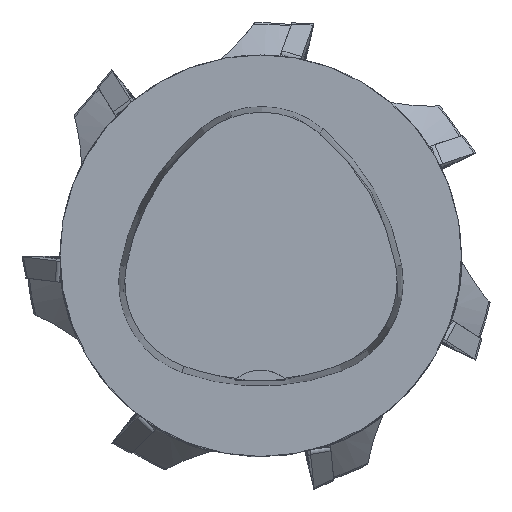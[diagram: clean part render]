
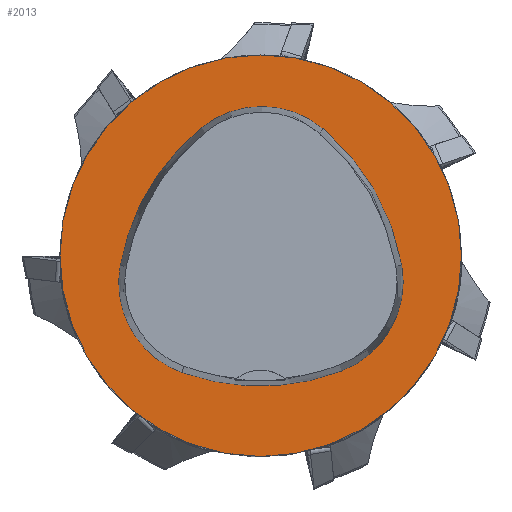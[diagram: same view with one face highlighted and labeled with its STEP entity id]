
A CAD part, top view. The second image highlights one B-rep face of the part: STEP entity #2013.
In plain terms, the highlighted planar face has unit normal (0, 0, 1).
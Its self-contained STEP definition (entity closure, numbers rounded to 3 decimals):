
#2013=ADVANCED_FACE('',(#2904,#2905),#2440,.T.);
#2440=PLANE('',#9302);
#2710=CIRCLE('',#9257,31.5);
#2719=CIRCLE('',#9280,36.);
#2721=CIRCLE('',#9283,15.);
#2723=CIRCLE('',#9286,36.);
#2725=CIRCLE('',#9289,15.);
#2729=CIRCLE('',#9294,36.);
#2731=CIRCLE('',#9297,15.);
#2904=FACE_BOUND('',#3189,.T.);
#2905=FACE_BOUND('',#3190,.T.);
#3189=EDGE_LOOP('',(#4418,#4419,#4420,#4421,#4422,#4423));
#3190=EDGE_LOOP('',(#4424));
#4418=ORIENTED_EDGE('',*,*,#7539,.T.);
#4419=ORIENTED_EDGE('',*,*,#7519,.T.);
#4420=ORIENTED_EDGE('',*,*,#7523,.T.);
#4421=ORIENTED_EDGE('',*,*,#7526,.T.);
#4422=ORIENTED_EDGE('',*,*,#7529,.T.);
#4423=ORIENTED_EDGE('',*,*,#7537,.T.);
#4424=ORIENTED_EDGE('',*,*,#7502,.F.);
#6529=VERTEX_POINT('',#14571);
#6539=VERTEX_POINT('',#14615);
#6540=VERTEX_POINT('',#14616);
#6543=VERTEX_POINT('',#14624);
#6545=VERTEX_POINT('',#14630);
#6547=VERTEX_POINT('',#14636);
#6554=VERTEX_POINT('',#14657);
#7502=EDGE_CURVE('',#6529,#6529,#2710,.T.);
#7519=EDGE_CURVE('',#6539,#6540,#2719,.T.);
#7523=EDGE_CURVE('',#6540,#6543,#2721,.T.);
#7526=EDGE_CURVE('',#6543,#6545,#2723,.T.);
#7529=EDGE_CURVE('',#6545,#6547,#2725,.T.);
#7537=EDGE_CURVE('',#6547,#6554,#2729,.T.);
#7539=EDGE_CURVE('',#6554,#6539,#2731,.T.);
#9257=AXIS2_PLACEMENT_3D('',#14570,#10477,#10478);
#9280=AXIS2_PLACEMENT_3D('',#14614,#10541,#10542);
#9283=AXIS2_PLACEMENT_3D('',#14623,#10549,#10550);
#9286=AXIS2_PLACEMENT_3D('',#14629,#10556,#10557);
#9289=AXIS2_PLACEMENT_3D('',#14635,#10563,#10564);
#9294=AXIS2_PLACEMENT_3D('',#14658,#10575,#10576);
#9297=AXIS2_PLACEMENT_3D('',#14661,#10581,#10582);
#9302=AXIS2_PLACEMENT_3D('',#14666,#10591,#10592);
#10477=DIRECTION('',(0.,0.,-1.));
#10478=DIRECTION('',(-1.,0.,0.));
#10541=DIRECTION('',(0.,0.,-1.));
#10542=DIRECTION('',(-1.,0.,0.));
#10549=DIRECTION('',(0.,0.,-1.));
#10550=DIRECTION('',(-1.,0.,0.));
#10556=DIRECTION('',(0.,0.,-1.));
#10557=DIRECTION('',(-1.,0.,0.));
#10563=DIRECTION('',(0.,0.,-1.));
#10564=DIRECTION('',(-1.,0.,0.));
#10575=DIRECTION('',(0.,0.,-1.));
#10576=DIRECTION('',(-1.,0.,0.));
#10581=DIRECTION('',(0.,0.,-1.));
#10582=DIRECTION('',(-1.,0.,0.));
#10591=DIRECTION('',(0.,0.,1.));
#10592=DIRECTION('',(1.,0.,0.));
#14570=CARTESIAN_POINT('',(0.,0.,0.));
#14571=CARTESIAN_POINT('',(-31.5,0.,0.));
#14614=CARTESIAN_POINT('',(13.398,-7.893,0.));
#14615=CARTESIAN_POINT('',(-22.041,-1.562,0.));
#14616=CARTESIAN_POINT('',(-9.317,20.036,0.));
#14623=CARTESIAN_POINT('',(0.148,8.399,0.));
#14624=CARTESIAN_POINT('',(9.779,19.898,0.));
#14629=CARTESIAN_POINT('',(-13.337,-7.7,0.));
#14630=CARTESIAN_POINT('',(22.122,-1.48,0.));
#14635=CARTESIAN_POINT('',(7.347,-4.071,0.));
#14636=CARTESIAN_POINT('',(12.693,-18.087,0.));
#14657=CARTESIAN_POINT('',(-12.373,-18.307,0.));
#14658=CARTESIAN_POINT('',(-0.137,15.55,0.));
#14661=CARTESIAN_POINT('',(-7.275,-4.2,0.));
#14666=CARTESIAN_POINT('',(0.,0.,0.));
